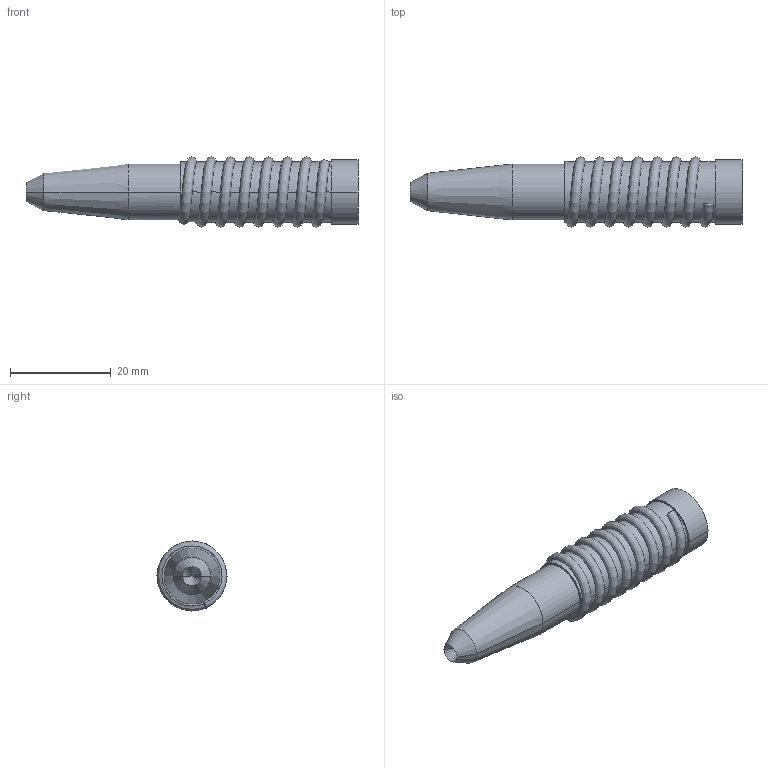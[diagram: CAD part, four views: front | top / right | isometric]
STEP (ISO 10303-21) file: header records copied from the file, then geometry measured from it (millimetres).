
FILE_DESCRIPTION (( 'STEP AP214' ), '1' );
FILE_NAME ('breaker tool.STEP', '2021-05-28T21:36:05', ( '' ), ( '' ), 'SwSTEP 2.0', 'SolidWorks 2020', '' );
FILE_SCHEMA (( 'AUTOMOTIVE_DESIGN' ));
Length unit declared in the file: millimetre
Products named in the file (1): breaker tool
Bounding box: 66 x 13.93 x 13.93 mm (x, y, z)
Volume: 6731.3 mm3; surface area: 2855.5 mm2
Topology: 1 solids, 1 shells, 38 faces, 100 edges, 63 vertices
Faces by surface type: cylinder 21, bspline 6, cone 6, plane 5
Entity records: 8551 total; most frequent: CARTESIAN_POINT 7716, ORIENTED_EDGE 196, DIRECTION 148, EDGE_CURVE 98, VERTEX_POINT 63, AXIS2_PLACEMENT_3D 60, EDGE_LOOP 39, FACE_OUTER_BOUND 38
